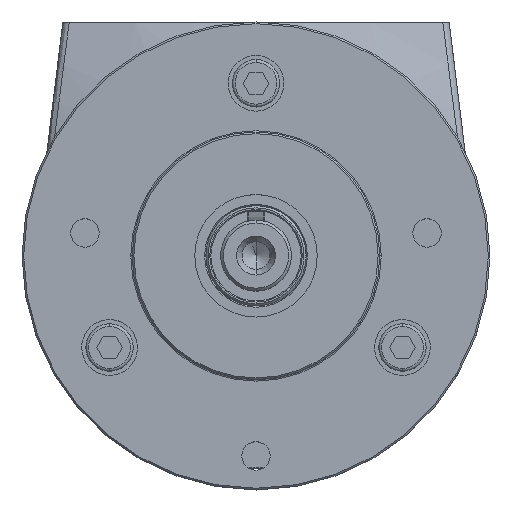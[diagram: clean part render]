
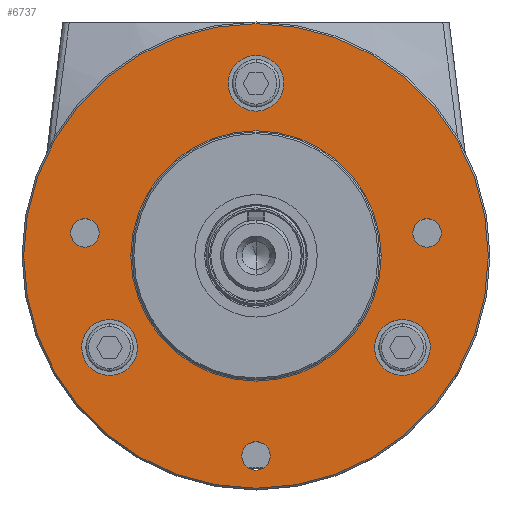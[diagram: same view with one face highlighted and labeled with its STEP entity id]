
A CAD part, top view. The second image highlights one B-rep face of the part: STEP entity #6737.
In plain terms, the highlighted planar face has unit normal (0, 0, 1).
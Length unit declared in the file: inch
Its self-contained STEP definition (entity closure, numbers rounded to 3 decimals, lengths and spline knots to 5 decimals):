
#56=CARTESIAN_POINT('',(0.,0.,3.18898));
#57=DIRECTION('',(0.,0.,1.));
#58=DIRECTION('',(-1.,0.,0.));
#59=AXIS2_PLACEMENT_3D('',#56,#57,#58);
#61=CARTESIAN_POINT('',(0.,0.,3.18898));
#62=DIRECTION('',(0.,0.,1.));
#63=DIRECTION('',(1.,0.,0.));
#64=AXIS2_PLACEMENT_3D('',#61,#62,#63);
#66=CARTESIAN_POINT('',(-1.03502,-0.64675,3.18898));
#67=DIRECTION('',(0.,0.,-1.));
#68=DIRECTION('',(0.53,-0.848,0.));
#69=AXIS2_PLACEMENT_3D('',#66,#67,#68);
#71=CARTESIAN_POINT('',(-1.03502,-0.64675,3.18898));
#72=DIRECTION('',(0.,0.,-1.));
#73=DIRECTION('',(-0.53,0.848,0.));
#74=AXIS2_PLACEMENT_3D('',#71,#72,#73);
#76=CARTESIAN_POINT('',(0.,1.22047,3.18898));
#77=DIRECTION('',(0.,0.,-1.));
#78=DIRECTION('',(-1.,0.,0.));
#79=AXIS2_PLACEMENT_3D('',#76,#77,#78);
#81=CARTESIAN_POINT('',(0.,1.22047,3.18898));
#82=DIRECTION('',(0.,0.,-1.));
#83=DIRECTION('',(1.,0.,0.));
#84=AXIS2_PLACEMENT_3D('',#81,#82,#83);
#86=CARTESIAN_POINT('',(1.03502,-0.64675,3.18898));
#87=DIRECTION('',(0.,0.,-1.));
#88=DIRECTION('',(0.53,0.848,0.));
#89=AXIS2_PLACEMENT_3D('',#86,#87,#88);
#91=CARTESIAN_POINT('',(1.03502,-0.64675,3.18898));
#92=DIRECTION('',(0.,0.,-1.));
#93=DIRECTION('',(-0.53,-0.848,0.));
#94=AXIS2_PLACEMENT_3D('',#91,#92,#93);
#96=CARTESIAN_POINT('',(0.,0.,3.18898));
#97=DIRECTION('',(0.,0.,1.));
#98=DIRECTION('',(-1.,0.,0.));
#99=AXIS2_PLACEMENT_3D('',#96,#97,#98);
#101=CARTESIAN_POINT('',(0.,0.,3.18898));
#102=DIRECTION('',(0.,0.,1.));
#103=DIRECTION('',(1.,0.,0.));
#104=AXIS2_PLACEMENT_3D('',#101,#102,#103);
#106=CARTESIAN_POINT('',(-1.20931,0.16262,3.18898));
#107=DIRECTION('',(0.,0.,1.));
#108=DIRECTION('',(-1.,0.,0.));
#109=AXIS2_PLACEMENT_3D('',#106,#107,#108);
#111=CARTESIAN_POINT('',(-1.20931,0.16262,3.18898));
#112=DIRECTION('',(0.,0.,1.));
#113=DIRECTION('',(1.,0.,0.));
#114=AXIS2_PLACEMENT_3D('',#111,#112,#113);
#116=CARTESIAN_POINT('',(0.,-1.41339,3.18898));
#117=DIRECTION('',(0.,0.,1.));
#118=DIRECTION('',(0.259,-0.966,0.));
#119=AXIS2_PLACEMENT_3D('',#116,#117,#118);
#121=CARTESIAN_POINT('',(0.,-1.41339,3.18898));
#122=DIRECTION('',(0.,0.,1.));
#123=DIRECTION('',(-0.259,0.966,0.));
#124=AXIS2_PLACEMENT_3D('',#121,#122,#123);
#126=CARTESIAN_POINT('',(1.20931,0.16262,3.18898));
#127=DIRECTION('',(0.,0.,1.));
#128=DIRECTION('',(0.866,0.5,0.));
#129=AXIS2_PLACEMENT_3D('',#126,#127,#128);
#131=CARTESIAN_POINT('',(1.20931,0.16262,3.18898));
#132=DIRECTION('',(0.,0.,1.));
#133=DIRECTION('',(-0.866,-0.5,0.));
#134=AXIS2_PLACEMENT_3D('',#131,#132,#133);
#6327=CARTESIAN_POINT('',(-0.19685,1.22047,
3.18898));
#6328=CARTESIAN_POINT('',(0.19685,1.22047,3.18898));
#6329=VERTEX_POINT('',#6327);
#6330=VERTEX_POINT('',#6328);
#6335=CARTESIAN_POINT('',(-1.64173,0.,3.18898));
#6336=CARTESIAN_POINT('',(1.64173,0.,3.18898));
#6337=VERTEX_POINT('',#6335);
#6338=VERTEX_POINT('',#6336);
#6359=CARTESIAN_POINT('',(-0.88484,0.,3.18898));
#6360=CARTESIAN_POINT('',(0.88484,0.,3.18898));
#6361=VERTEX_POINT('',#6359);
#6362=VERTEX_POINT('',#6360);
#6367=CARTESIAN_POINT('',(-1.30981,0.16262,
3.18898));
#6368=CARTESIAN_POINT('',(-1.10881,0.16262,
3.18898));
#6369=VERTEX_POINT('',#6367);
#6370=VERTEX_POINT('',#6368);
#6371=CARTESIAN_POINT('',(0.02601,-1.51046,
3.18898));
#6372=CARTESIAN_POINT('',(-0.02601,-1.31631,
3.18898));
#6373=VERTEX_POINT('',#6371);
#6374=VERTEX_POINT('',#6372);
#6377=CARTESIAN_POINT('',(1.29634,0.21287,3.18898));
#6378=CARTESIAN_POINT('',(1.12227,0.11237,3.18898));
#6379=VERTEX_POINT('',#6377);
#6380=VERTEX_POINT('',#6378);
#6385=CARTESIAN_POINT('',(1.13933,-0.47981,
3.18898));
#6386=VERTEX_POINT('',#6385);
#6387=CARTESIAN_POINT('',(0.9307,-0.81369,
3.18898));
#6388=VERTEX_POINT('',#6387);
#6393=CARTESIAN_POINT('',(-0.9307,-0.81369,
3.18898));
#6394=VERTEX_POINT('',#6393);
#6395=CARTESIAN_POINT('',(-1.13933,-0.47981,
3.18898));
#6396=VERTEX_POINT('',#6395);
#6686=CARTESIAN_POINT('',(0.,0.,3.18898));
#6687=DIRECTION('',(0.,0.,1.));
#6688=DIRECTION('',(1.,0.,0.));
#6689=AXIS2_PLACEMENT_3D('',#6686,#6687,#6688);
#6690=PLANE('',#6689);
#6692=ORIENTED_EDGE('',*,*,#6691,.F.);
#6694=ORIENTED_EDGE('',*,*,#6693,.F.);
#6695=EDGE_LOOP('',(#6692,#6694));
#6696=FACE_OUTER_BOUND('',#6695,.F.);
#6698=ORIENTED_EDGE('',*,*,#6697,.F.);
#6700=ORIENTED_EDGE('',*,*,#6699,.F.);
#6701=EDGE_LOOP('',(#6698,#6700));
#6702=FACE_BOUND('',#6701,.F.);
#6704=ORIENTED_EDGE('',*,*,#6703,.F.);
#6706=ORIENTED_EDGE('',*,*,#6705,.F.);
#6707=EDGE_LOOP('',(#6704,#6706));
#6708=FACE_BOUND('',#6707,.F.);
#6710=ORIENTED_EDGE('',*,*,#6709,.F.);
#6712=ORIENTED_EDGE('',*,*,#6711,.F.);
#6713=EDGE_LOOP('',(#6710,#6712));
#6714=FACE_BOUND('',#6713,.F.);
#6716=ORIENTED_EDGE('',*,*,#6715,.T.);
#6718=ORIENTED_EDGE('',*,*,#6717,.T.);
#6719=EDGE_LOOP('',(#6716,#6718));
#6720=FACE_BOUND('',#6719,.F.);
#6721=ORIENTED_EDGE('',*,*,#6634,.T.);
#6722=ORIENTED_EDGE('',*,*,#6673,.T.);
#6723=EDGE_LOOP('',(#6721,#6722));
#6724=FACE_BOUND('',#6723,.F.);
#6726=ORIENTED_EDGE('',*,*,#6725,.T.);
#6728=ORIENTED_EDGE('',*,*,#6727,.T.);
#6729=EDGE_LOOP('',(#6726,#6728));
#6730=FACE_BOUND('',#6729,.F.);
#6732=ORIENTED_EDGE('',*,*,#6731,.T.);
#6734=ORIENTED_EDGE('',*,*,#6733,.T.);
#6735=EDGE_LOOP('',(#6732,#6734));
#6736=FACE_BOUND('',#6735,.F.);
#60=CIRCLE('',#59,1.64173);
#65=CIRCLE('',#64,1.64173);
#70=CIRCLE('',#69,0.19685);
#75=CIRCLE('',#74,0.19685);
#80=CIRCLE('',#79,0.19685);
#85=CIRCLE('',#84,0.19685);
#90=CIRCLE('',#89,0.19685);
#95=CIRCLE('',#94,0.19685);
#100=CIRCLE('',#99,0.88484);
#105=CIRCLE('',#104,0.88484);
#110=CIRCLE('',#109,0.1005);
#115=CIRCLE('',#114,0.1005);
#120=CIRCLE('',#119,0.1005);
#125=CIRCLE('',#124,0.1005);
#130=CIRCLE('',#129,0.1005);
#135=CIRCLE('',#134,0.1005);
#6634=EDGE_CURVE('',#6369,#6370,#110,.T.);
#6673=EDGE_CURVE('',#6370,#6369,#115,.T.);
#6691=EDGE_CURVE('',#6337,#6338,#60,.T.);
#6693=EDGE_CURVE('',#6338,#6337,#65,.T.);
#6697=EDGE_CURVE('',#6394,#6396,#70,.T.);
#6699=EDGE_CURVE('',#6396,#6394,#75,.T.);
#6703=EDGE_CURVE('',#6329,#6330,#80,.T.);
#6705=EDGE_CURVE('',#6330,#6329,#85,.T.);
#6709=EDGE_CURVE('',#6386,#6388,#90,.T.);
#6711=EDGE_CURVE('',#6388,#6386,#95,.T.);
#6715=EDGE_CURVE('',#6361,#6362,#100,.T.);
#6717=EDGE_CURVE('',#6362,#6361,#105,.T.);
#6725=EDGE_CURVE('',#6373,#6374,#120,.T.);
#6727=EDGE_CURVE('',#6374,#6373,#125,.T.);
#6731=EDGE_CURVE('',#6379,#6380,#130,.T.);
#6733=EDGE_CURVE('',#6380,#6379,#135,.T.);
#6737=ADVANCED_FACE('',(#6696,#6702,#6708,#6714,#6720,#6724,#6730,#6736),#6690,
.T.);
